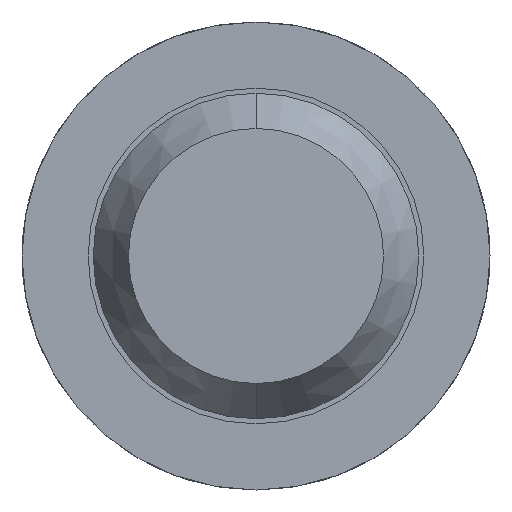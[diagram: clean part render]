
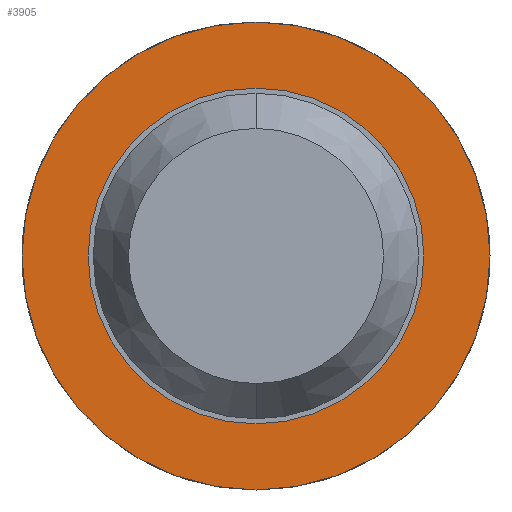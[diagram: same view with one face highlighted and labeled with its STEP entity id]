
A CAD part, front view. The second image highlights one B-rep face of the part: STEP entity #3905.
In plain terms, the highlighted planar face has unit normal (0, -1, 0).
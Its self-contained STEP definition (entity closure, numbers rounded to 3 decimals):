
#273 = DIRECTION ( 'NONE',  ( 0., 0., 1. ) ) ;
#360 = EDGE_CURVE ( 'Defeature ausgef�hrt1_14+Defeature ausgef�hrt1_13+Defeature ausgef�hrt1_13+Defeature ausgef�hrt1_13', #3074, #3885, #1923, .T. ) ;
#374 = CARTESIAN_POINT ( 'NONE',  ( 0., -1.7, 1.15 ) ) ;
#488 = FACE_BOUND ( 'NONE', #1595, .T. ) ;
#622 = AXIS2_PLACEMENT_3D ( 'NONE', #4148, #4197, #273 ) ;
#641 = FACE_OUTER_BOUND ( 'NONE', #2768, .T. ) ;
#1020 = DIRECTION ( 'NONE',  ( 0., 0., 1. ) ) ;
#1133 = ORIENTED_EDGE ( 'NONE', *, *, #2818, .F. ) ;
#1134 = AXIS2_PLACEMENT_3D ( 'NONE', #3894, #1321, #1020 ) ;
#1150 = CARTESIAN_POINT ( 'NONE',  ( 0., -1.7, 0. ) ) ;
#1289 = VERTEX_POINT ( 'NONE', #374 ) ;
#1321 = DIRECTION ( 'NONE',  ( 0., 1., 0. ) ) ;
#1420 = DIRECTION ( 'NONE',  ( 0., 0., 1. ) ) ;
#1595 = EDGE_LOOP ( 'NONE', ( #2762, #2717 ) ) ;
#1715 = CIRCLE ( 'NONE', #3303, 1.15 ) ;
#1720 = DIRECTION ( 'NONE',  ( 0., 1., 0. ) ) ;
#1772 = CARTESIAN_POINT ( 'NONE',  ( 0., -1.7, -1.15 ) ) ;
#1829 = EDGE_CURVE ( 'Defeature ausgef�hrt1_14+Defeature ausgef�hrt1_13+Defeature ausgef�hrt1_13+Defeature ausgef�hrt1_13', #3885, #3074, #2624, .T. ) ;
#1916 = EDGE_CURVE ( 'Defeature ausgef�hrt1_7+Defeature ausgef�hrt1_14+Defeature ausgef�hrt1_14+Defeature ausgef�hrt1_14', #2106, #1289, #1715, .T. ) ;
#1923 = CIRCLE ( 'NONE', #4122, 0.825 ) ;
#1977 = DIRECTION ( 'NONE',  ( 0., 0., 1. ) ) ;
#2106 = VERTEX_POINT ( 'NONE', #1772 ) ;
#2245 = DIRECTION ( 'NONE',  ( 0., 0., 1. ) ) ;
#2548 = CARTESIAN_POINT ( 'NONE',  ( 0., -1.7, 0. ) ) ;
#2624 = CIRCLE ( 'NONE', #622, 0.825 ) ;
#2642 = ORIENTED_EDGE ( 'NONE', *, *, #1916, .F. ) ;
#2717 = ORIENTED_EDGE ( 'NONE', *, *, #360, .T. ) ;
#2762 = ORIENTED_EDGE ( 'NONE', *, *, #1829, .T. ) ;
#2768 = EDGE_LOOP ( 'NONE', ( #1133, #2642 ) ) ;
#2818 = EDGE_CURVE ( 'Defeature ausgef�hrt1_7+Defeature ausgef�hrt1_14+Defeature ausgef�hrt1_14+Defeature ausgef�hrt1_14', #1289, #2106, #3123, .T. ) ;
#2943 = PLANE ( 'NONE',  #1134 ) ;
#3074 = VERTEX_POINT ( 'NONE', #3417 ) ;
#3123 = CIRCLE ( 'NONE', #3940, 1.15 ) ;
#3303 = AXIS2_PLACEMENT_3D ( 'NONE', #2548, #3536, #2245 ) ;
#3417 = CARTESIAN_POINT ( 'NONE',  ( 0., -1.7, -0.825 ) ) ;
#3423 = DIRECTION ( 'NONE',  ( 0., 1., 0. ) ) ;
#3536 = DIRECTION ( 'NONE',  ( 0., 1., 0. ) ) ;
#3605 = CARTESIAN_POINT ( 'NONE',  ( 0., -1.7, 0. ) ) ;
#3885 = VERTEX_POINT ( 'NONE', #4183 ) ;
#3894 = CARTESIAN_POINT ( 'NONE',  ( 0.825, -1.7, 0. ) ) ;
#3905 = ADVANCED_FACE ( 'Defeature ausgef�hrt1_14', ( #641, #488 ), #2943, .F. ) ;
#3940 = AXIS2_PLACEMENT_3D ( 'NONE', #3605, #1720, #1977 ) ;
#4122 = AXIS2_PLACEMENT_3D ( 'NONE', #1150, #3423, #1420 ) ;
#4148 = CARTESIAN_POINT ( 'NONE',  ( 0., -1.7, 0. ) ) ;
#4183 = CARTESIAN_POINT ( 'NONE',  ( 0., -1.7, 0.825 ) ) ;
#4197 = DIRECTION ( 'NONE',  ( 0., 1., 0. ) ) ;
